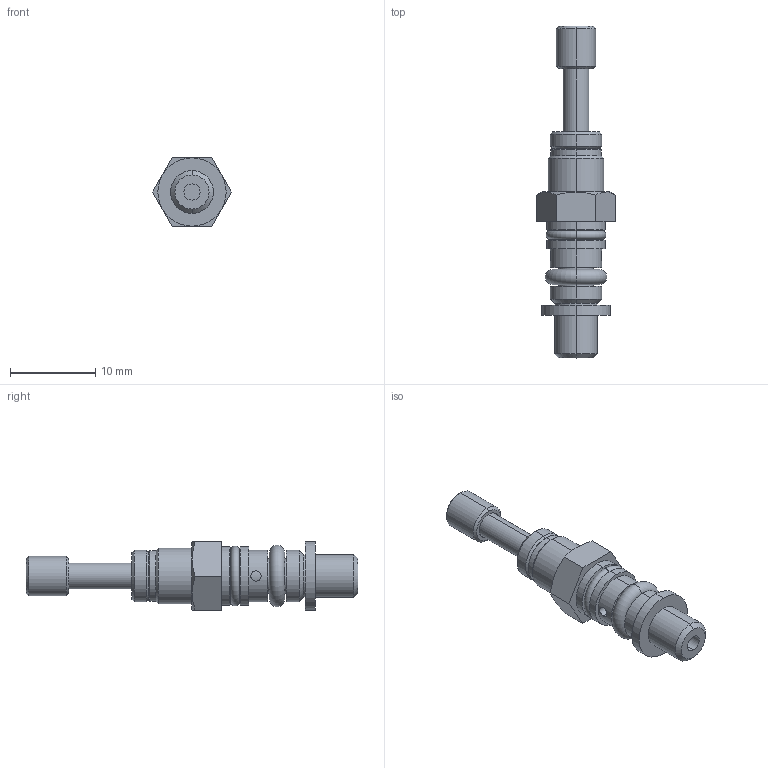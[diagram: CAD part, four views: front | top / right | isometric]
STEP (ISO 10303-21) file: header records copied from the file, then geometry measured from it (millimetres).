
FILE_DESCRIPTION (( 'STEP AP203' ), '1' );
FILE_NAME ('04060B00.STEP', '2010-04-27T08:07:53', ( '' ), ( 'sopra-pneumatic' ), 'SwSTEP 2.0', 'SolidWorks 2009', '' );
FILE_SCHEMA (( 'CONFIG_CONTROL_DESIGN' ));
Length unit declared in the file: millimetre
Products named in the file (1): 04060B00
Bounding box: 9.24 x 38.9 x 8 mm (x, y, z)
Volume: 972.3 mm3; surface area: 1061.4 mm2
Topology: 1 solids, 1 shells, 87 faces, 178 edges, 106 vertices
Faces by surface type: cylinder 36, cone 24, plane 19, torus 8
Entity records: 2453 total; most frequent: CARTESIAN_POINT 500, DIRECTION 430, ORIENTED_EDGE 356, AXIS2_PLACEMENT_3D 180, EDGE_CURVE 178, VERTEX_POINT 106, EDGE_LOOP 100, CIRCLE 92
